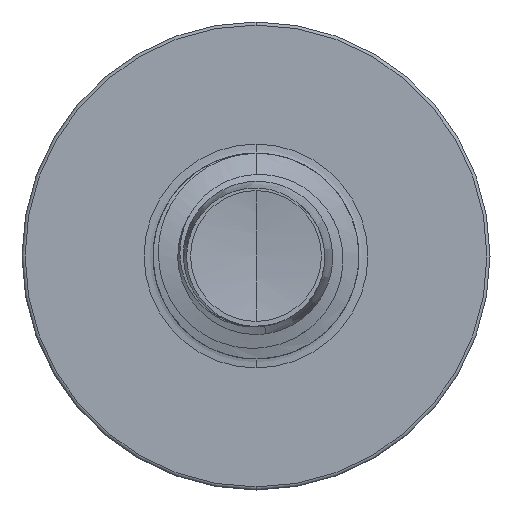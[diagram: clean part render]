
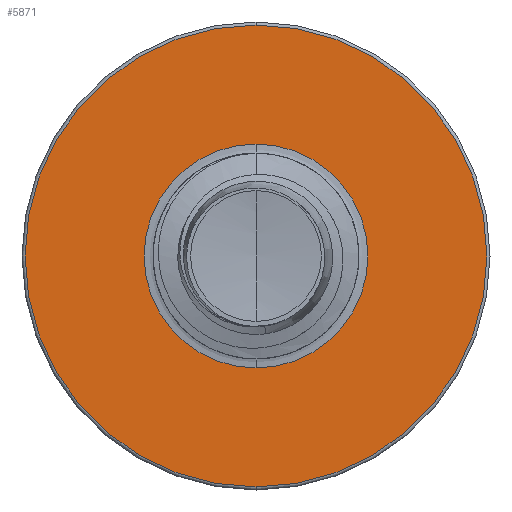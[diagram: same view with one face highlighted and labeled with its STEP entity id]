
A CAD part, front view. The second image highlights one B-rep face of the part: STEP entity #5871.
In plain terms, the highlighted planar face has unit normal (0, -1, 0).
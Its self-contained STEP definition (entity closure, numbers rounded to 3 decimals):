
#71 = DIRECTION ( 'NONE',  ( 0., 0., 1. ) ) ;
#542 = DIRECTION ( 'NONE',  ( 0., 0., 1. ) ) ;
#1150 = DIRECTION ( 'NONE',  ( 0., 0., 1. ) ) ;
#1154 = DIRECTION ( 'NONE',  ( 0., 1., 0. ) ) ;
#1183 = PLANE ( 'NONE',  #11397 ) ;
#1383 = EDGE_LOOP ( 'NONE', ( #15373, #10207 ) ) ;
#2565 = AXIS2_PLACEMENT_3D ( 'NONE', #18682, #10952, #542 ) ;
#2776 = CARTESIAN_POINT ( 'NONE',  ( 0., 5.5, -1.196 ) ) ;
#4007 = FACE_BOUND ( 'NONE', #1383, .T. ) ;
#4293 = VERTEX_POINT ( 'NONE', #4995 ) ;
#4995 = CARTESIAN_POINT ( 'NONE',  ( 0., 5.5, 1.196 ) ) ;
#5304 = CARTESIAN_POINT ( 'NONE',  ( 0., 5.5, 0. ) ) ;
#5871 = ADVANCED_FACE ( 'NONE', ( #8145, #4007 ), #1183, .F. ) ;
#7064 = DIRECTION ( 'NONE',  ( 0., 0., 1. ) ) ;
#7492 = ORIENTED_EDGE ( 'NONE', *, *, #14027, .F. ) ;
#7495 = CARTESIAN_POINT ( 'NONE',  ( 0., 5.5, 2.467 ) ) ;
#7605 = ORIENTED_EDGE ( 'NONE', *, *, #17795, .F. ) ;
#7883 = VERTEX_POINT ( 'NONE', #10950 ) ;
#8145 = FACE_OUTER_BOUND ( 'NONE', #12661, .T. ) ;
#8392 = CIRCLE ( 'NONE', #12998, 2.467 ) ;
#10207 = ORIENTED_EDGE ( 'NONE', *, *, #15638, .T. ) ;
#10468 = CARTESIAN_POINT ( 'NONE',  ( 0., 5.5, 0. ) ) ;
#10588 = DIRECTION ( 'NONE',  ( 0., 1., 0. ) ) ;
#10950 = CARTESIAN_POINT ( 'NONE',  ( 0., 5.5, -2.467 ) ) ;
#10952 = DIRECTION ( 'NONE',  ( 0., 1., 0. ) ) ;
#11019 = CIRCLE ( 'NONE', #17034, 1.196 ) ;
#11034 = CARTESIAN_POINT ( 'NONE',  ( 0., 5.5, -1.196 ) ) ;
#11397 = AXIS2_PLACEMENT_3D ( 'NONE', #2776, #1154, #1150 ) ;
#11969 = DIRECTION ( 'NONE',  ( 0., 0., 1. ) ) ;
#12425 = CIRCLE ( 'NONE', #2565, 1.196 ) ;
#12661 = EDGE_LOOP ( 'NONE', ( #7492, #7605 ) ) ;
#12998 = AXIS2_PLACEMENT_3D ( 'NONE', #18307, #10588, #71 ) ;
#14027 = EDGE_CURVE ( 'NONE', #16504, #7883, #8392, .T. ) ;
#15031 = VERTEX_POINT ( 'NONE', #11034 ) ;
#15373 = ORIENTED_EDGE ( 'NONE', *, *, #17747, .T. ) ;
#15600 = DIRECTION ( 'NONE',  ( 0., 1., 0. ) ) ;
#15638 = EDGE_CURVE ( 'NONE', #15031, #4293, #12425, .T. ) ;
#16504 = VERTEX_POINT ( 'NONE', #7495 ) ;
#17034 = AXIS2_PLACEMENT_3D ( 'NONE', #5304, #15600, #7064 ) ;
#17405 = CIRCLE ( 'NONE', #18854, 2.467 ) ;
#17747 = EDGE_CURVE ( 'NONE', #4293, #15031, #11019, .T. ) ;
#17795 = EDGE_CURVE ( 'NONE', #7883, #16504, #17405, .T. ) ;
#18307 = CARTESIAN_POINT ( 'NONE',  ( 0., 5.5, 0. ) ) ;
#18682 = CARTESIAN_POINT ( 'NONE',  ( 0., 5.5, 0. ) ) ;
#18854 = AXIS2_PLACEMENT_3D ( 'NONE', #10468, #19651, #11969 ) ;
#19651 = DIRECTION ( 'NONE',  ( 0., 1., 0. ) ) ;
